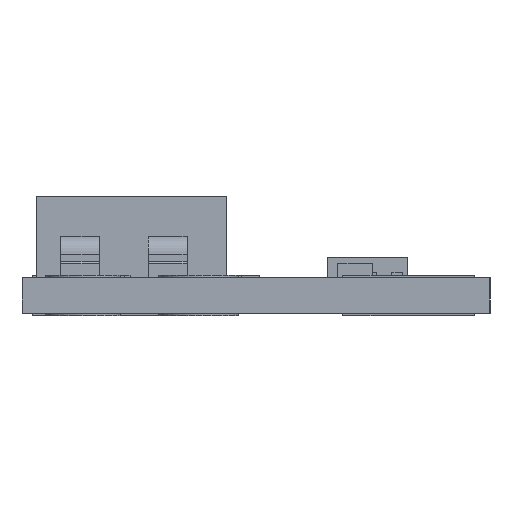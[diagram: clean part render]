
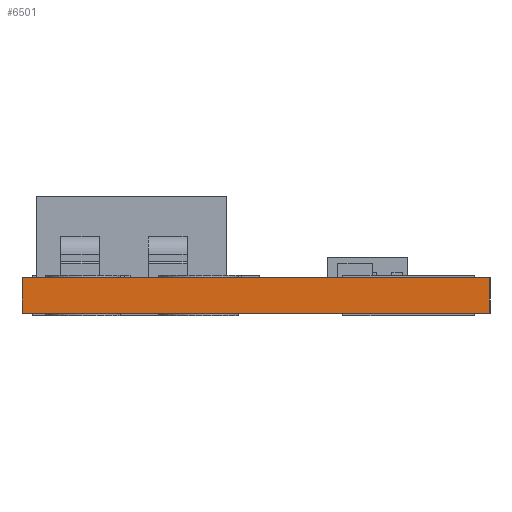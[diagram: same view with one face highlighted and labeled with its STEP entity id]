
A CAD part, left-side view. The second image highlights one B-rep face of the part: STEP entity #6501.
In plain terms, the highlighted planar face has unit normal (-1, 0, 0).
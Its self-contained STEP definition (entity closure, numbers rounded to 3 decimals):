
#196=PLANE('',#6891);
#695=FACE_OUTER_BOUND('',#1090,.T.);
#1090=EDGE_LOOP('',(#4893,#4894,#4895,#4896));
#1474=LINE('',#8840,#2260);
#1699=LINE('',#9623,#2485);
#1700=LINE('',#9624,#2486);
#1701=LINE('',#9625,#2487);
#2260=VECTOR('',#7284,16.);
#2485=VECTOR('',#7529,16.);
#2486=VECTOR('',#7530,1.2);
#2487=VECTOR('',#7531,1.2);
#3107=VERTEX_POINT('',#8838);
#3108=VERTEX_POINT('',#8839);
#3343=VERTEX_POINT('',#9621);
#3344=VERTEX_POINT('',#9622);
#3706=EDGE_CURVE('',#3107,#3108,#1474,.T.);
#3955=EDGE_CURVE('',#3343,#3344,#1699,.T.);
#3956=EDGE_CURVE('',#3108,#3344,#1700,.T.);
#3957=EDGE_CURVE('',#3107,#3343,#1701,.T.);
#4893=ORIENTED_EDGE('',*,*,#3955,.T.);
#4894=ORIENTED_EDGE('',*,*,#3956,.F.);
#4895=ORIENTED_EDGE('',*,*,#3706,.F.);
#4896=ORIENTED_EDGE('',*,*,#3957,.T.);
#6501=ADVANCED_FACE('',(#695),#196,.F.);
#6891=AXIS2_PLACEMENT_3D('',#9620,#7527,#7528);
#7284=DIRECTION('',(0.,0.,1.));
#7527=DIRECTION('center_axis',(1.,0.,0.));
#7528=DIRECTION('ref_axis',(0.,0.,-1.));
#7529=DIRECTION('',(0.,0.,1.));
#7530=DIRECTION('',(0.,-1.,0.));
#7531=DIRECTION('',(0.,-1.,0.));
#8838=CARTESIAN_POINT('',(0.,1.2,-16.));
#8839=CARTESIAN_POINT('',(0.,1.2,0.));
#8840=CARTESIAN_POINT('',(0.,1.2,-16.));
#9620=CARTESIAN_POINT('Origin',(0.,1.2,0.));
#9621=CARTESIAN_POINT('',(0.,0.,-16.));
#9622=CARTESIAN_POINT('',(0.,0.,0.));
#9623=CARTESIAN_POINT('',(0.,0.,-16.));
#9624=CARTESIAN_POINT('',(0.,1.2,0.));
#9625=CARTESIAN_POINT('',(0.,1.2,-16.));
